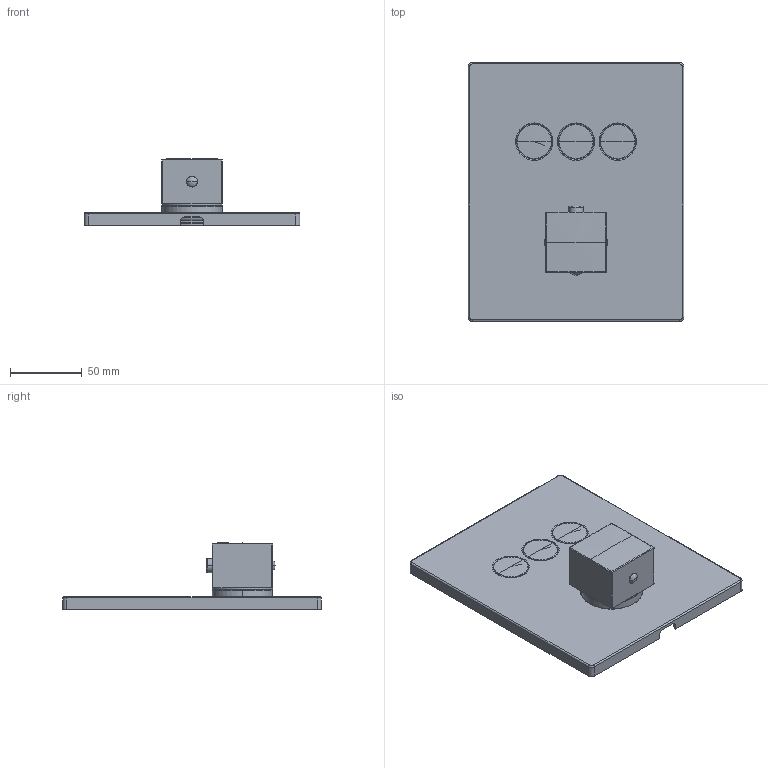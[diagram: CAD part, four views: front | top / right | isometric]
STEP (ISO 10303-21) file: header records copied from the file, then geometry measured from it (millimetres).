
FILE_DESCRIPTION((''),'2;1');
FILE_NAME('CPT519CR','2021-04-12T13:15:31',('ut3'),('PAFFONI SpA'),'CREO PARAMETRIC BY PTC INC, 2020044','CREO PARAMETRIC BY PTC INC, 2020044','');
FILE_SCHEMA(('CONFIG_CONTROL_DESIGN','SHAPE_APPEARANCE_LAYERS_GROUPS'));
Length unit declared in the file: millimetre
Products named in the file (1): CPT519CR
Bounding box: 150 x 180 x 46.52 mm (x, y, z)
Volume: 124158.2 mm3; surface area: 102854.6 mm2
Topology: 7 solids, 7 shells, 752 faces, 1798 edges, 1111 vertices
Faces by surface type: cylinder 262, plane 253, cone 106, torus 82, bspline 43, sphere 6
Entity records: 33653 total; most frequent: CARTESIAN_POINT 10654, DIRECTION 3838, ORIENTED_EDGE 3552, EDGE_CURVE 1776, AXIS2_PLACEMENT_3D 1557, VERTEX_POINT 1111, EDGE_LOOP 873, CIRCLE 848
